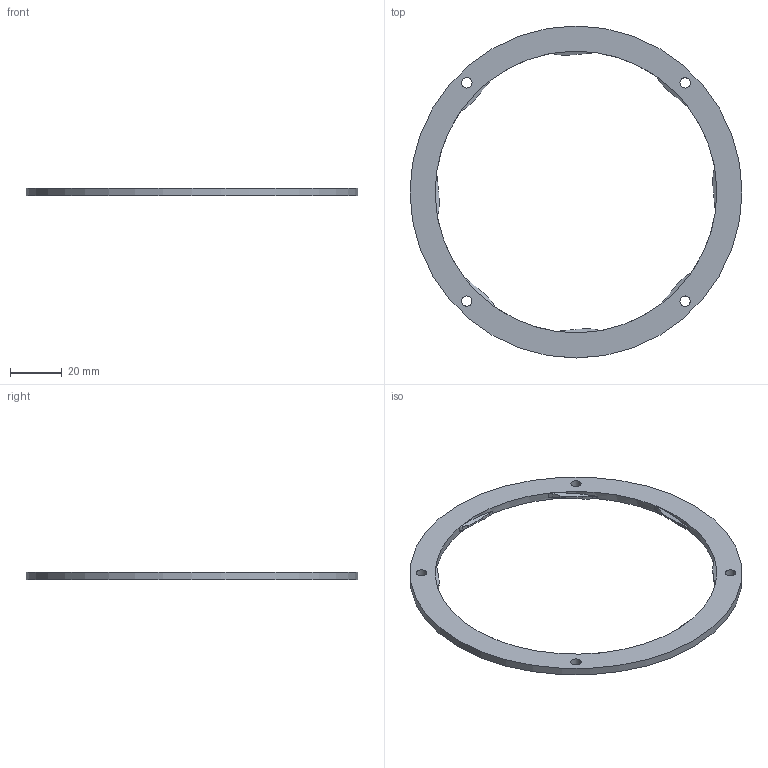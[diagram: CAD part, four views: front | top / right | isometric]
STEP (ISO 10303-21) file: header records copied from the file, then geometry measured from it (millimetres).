
FILE_DESCRIPTION(/* description */ (''),/* implementation_level */ '2;1');
FILE_NAME(/* name */ 'Lame blocage v4 rond 3 mm ok v1.step',/* time_stamp */ '2020-12-11T10:04:34+01:00',/* author */ (''),/* organization */ (''),/* preprocessor_version */ 'ST-DEVELOPER v18.1',/* originating_system */ 'Autodesk Translation Framework v9.3.0.1241',/* authorisation */ '');
FILE_SCHEMA (('AUTOMOTIVE_DESIGN { 1 0 10303 214 3 1 1 }'));
Length unit declared in the file: millimetre
Products named in the file (1): Lame blocage v4 rond 3 mm ok
Bounding box: 128.5 x 128.5 x 3 mm (x, y, z)
Volume: 10955.8 mm3; surface area: 9738.1 mm2
Topology: 1 solids, 1 shells, 119 faces, 351 edges, 234 vertices
Faces by surface type: bspline 88, plane 18, cylinder 13
Full cylindrical faces by diameter (mm): 4 x4, 128.5 x1
Entity records: 5803 total; most frequent: CARTESIAN_POINT 3288, ORIENTED_EDGE 702, EDGE_CURVE 351, VERTEX_POINT 234, DIRECTION 233, B_SPLINE_CURVE_WITH_KNOTS 208, EDGE_LOOP 129, FACE_OUTER_BOUND 119
